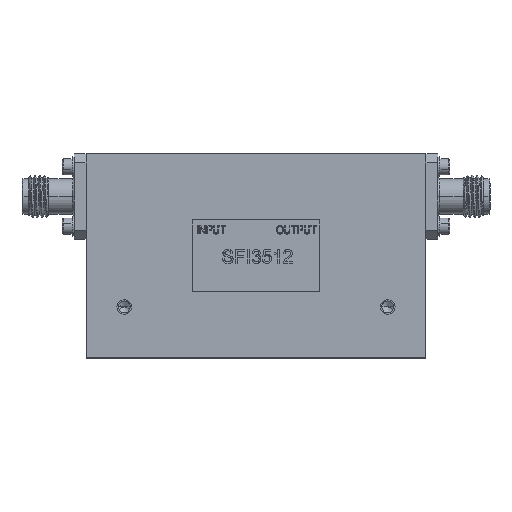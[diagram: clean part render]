
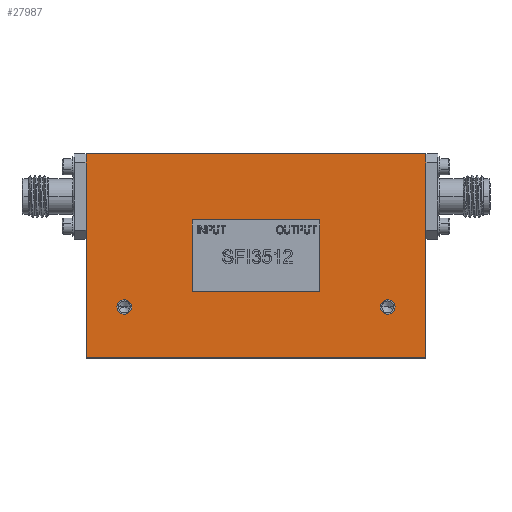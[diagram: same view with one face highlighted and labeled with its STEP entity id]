
A CAD part, top view. The second image highlights one B-rep face of the part: STEP entity #27987.
In plain terms, the highlighted planar face has unit normal (0, 0, 1).
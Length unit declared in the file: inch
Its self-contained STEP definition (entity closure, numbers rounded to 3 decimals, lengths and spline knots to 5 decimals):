
#187 = LINE ( 'NONE', #23650, #3072 ) ;
#200 = ORIENTED_EDGE ( 'NONE', *, *, #17102, .T. ) ;
#339 = DIRECTION ( 'NONE',  ( 1., 0., 0. ) ) ;
#715 = VERTEX_POINT ( 'NONE', #16474 ) ;
#949 = LINE ( 'NONE', #16665, #23116 ) ;
#977 = CARTESIAN_POINT ( 'NONE',  ( -0.732, -0.3, 0.265 ) ) ;
#1556 = FACE_BOUND ( 'NONE', #15448, .T. ) ;
#1606 = DIRECTION ( 'NONE',  ( -1., 0., 0. ) ) ;
#2006 = VECTOR ( 'NONE', #9421, 39.37008 ) ;
#2097 = ORIENTED_EDGE ( 'NONE', *, *, #11499, .F. ) ;
#2279 = CARTESIAN_POINT ( 'NONE',  ( 0.775, -0.3, 0.265 ) ) ;
#2358 = EDGE_LOOP ( 'NONE', ( #18275, #23644, #13553, #25386 ) ) ;
#2471 = AXIS2_PLACEMENT_3D ( 'NONE', #2279, #7699, #339 ) ;
#2760 = DIRECTION ( 'NONE',  ( 0., 0., 1. ) ) ;
#3072 = VECTOR ( 'NONE', #28913, 39.37008 ) ;
#3390 = VERTEX_POINT ( 'NONE', #32037 ) ;
#3555 = EDGE_CURVE ( 'NONE', #15707, #715, #24834, .T. ) ;
#4478 = EDGE_CURVE ( 'NONE', #27606, #25145, #30500, .T. ) ;
#5588 = CARTESIAN_POINT ( 'NONE',  ( -0.775, -0.3, 0.265 ) ) ;
#5599 = DIRECTION ( 'NONE',  ( 0., -1., 0. ) ) ;
#7572 = AXIS2_PLACEMENT_3D ( 'NONE', #12457, #26294, #22968 ) ;
#7699 = DIRECTION ( 'NONE',  ( 0., 0., 1. ) ) ;
#7948 = EDGE_CURVE ( 'NONE', #25145, #18700, #187, .T. ) ;
#9138 = ORIENTED_EDGE ( 'NONE', *, *, #4478, .T. ) ;
#9421 = DIRECTION ( 'NONE',  ( 0., 1., 0. ) ) ;
#9581 = PLANE ( 'NONE',  #17614 ) ;
#10625 = CARTESIAN_POINT ( 'NONE',  ( 0.375, 0.21176, 0.265 ) ) ;
#10950 = CARTESIAN_POINT ( 'NONE',  ( -1., -0.6, 0.265 ) ) ;
#11435 = DIRECTION ( 'NONE',  ( -1., 0., 0. ) ) ;
#11499 = EDGE_CURVE ( 'NONE', #14598, #12778, #22573, .T. ) ;
#11735 = EDGE_CURVE ( 'NONE', #22259, #15707, #949, .T. ) ;
#12050 = CARTESIAN_POINT ( 'NONE',  ( 0., 0., 0.265 ) ) ;
#12339 = ORIENTED_EDGE ( 'NONE', *, *, #7948, .T. ) ;
#12425 = CARTESIAN_POINT ( 'NONE',  ( 1., 0.6, 0.265 ) ) ;
#12457 = CARTESIAN_POINT ( 'NONE',  ( -0.775, -0.3, 0.265 ) ) ;
#12574 = VERTEX_POINT ( 'NONE', #17680 ) ;
#12607 = VECTOR ( 'NONE', #30498, 39.37008 ) ;
#12725 = DIRECTION ( 'NONE',  ( 0., 0., -1. ) ) ;
#12778 = VERTEX_POINT ( 'NONE', #31526 ) ;
#12803 = DIRECTION ( 'NONE',  ( 0., 1., 0. ) ) ;
#13412 = DIRECTION ( 'NONE',  ( 1., 0., 0. ) ) ;
#13553 = ORIENTED_EDGE ( 'NONE', *, *, #3555, .F. ) ;
#13610 = DIRECTION ( 'NONE',  ( 0., 0., 1. ) ) ;
#14598 = VERTEX_POINT ( 'NONE', #977 ) ;
#14653 = CARTESIAN_POINT ( 'NONE',  ( 0.375, -0.21176, 0.265 ) ) ;
#15281 = AXIS2_PLACEMENT_3D ( 'NONE', #5588, #13610, #24310 ) ;
#15347 = FACE_BOUND ( 'NONE', #32718, .T. ) ;
#15448 = EDGE_LOOP ( 'NONE', ( #2097, #24695 ) ) ;
#15511 = CARTESIAN_POINT ( 'NONE',  ( -1., 0.6, 0.265 ) ) ;
#15707 = VERTEX_POINT ( 'NONE', #18304 ) ;
#16033 = CARTESIAN_POINT ( 'NONE',  ( 0.775, -0.3, 0.265 ) ) ;
#16414 = CARTESIAN_POINT ( 'NONE',  ( -0.375, -0.21176, 0.265 ) ) ;
#16474 = CARTESIAN_POINT ( 'NONE',  ( -0.375, -0.21176, 0.265 ) ) ;
#16524 = EDGE_CURVE ( 'NONE', #29647, #23269, #23737, .T. ) ;
#16665 = CARTESIAN_POINT ( 'NONE',  ( -0.375, 0.21176, 0.265 ) ) ;
#16676 = VECTOR ( 'NONE', #12803, 39.37008 ) ;
#16990 = ORIENTED_EDGE ( 'NONE', *, *, #34687, .T. ) ;
#17102 = EDGE_CURVE ( 'NONE', #18700, #12574, #33999, .T. ) ;
#17159 = CARTESIAN_POINT ( 'NONE',  ( -1., 0.6, 0.265 ) ) ;
#17614 = AXIS2_PLACEMENT_3D ( 'NONE', #12050, #12725, #30964 ) ;
#17680 = CARTESIAN_POINT ( 'NONE',  ( 1., -0.6, 0.265 ) ) ;
#18166 = CIRCLE ( 'NONE', #7572, 0.043 ) ;
#18275 = ORIENTED_EDGE ( 'NONE', *, *, #20934, .F. ) ;
#18304 = CARTESIAN_POINT ( 'NONE',  ( -0.375, 0.21176, 0.265 ) ) ;
#18700 = VERTEX_POINT ( 'NONE', #10950 ) ;
#19884 = AXIS2_PLACEMENT_3D ( 'NONE', #16033, #2760, #13412 ) ;
#20319 = EDGE_CURVE ( 'NONE', #12778, #14598, #18166, .T. ) ;
#20805 = ORIENTED_EDGE ( 'NONE', *, *, #16524, .F. ) ;
#20934 = EDGE_CURVE ( 'NONE', #3390, #22259, #33764, .T. ) ;
#21219 = EDGE_CURVE ( 'NONE', #23269, #29647, #34428, .T. ) ;
#21364 = LINE ( 'NONE', #23313, #16676 ) ;
#21580 = EDGE_CURVE ( 'NONE', #715, #3390, #34589, .T. ) ;
#22259 = VERTEX_POINT ( 'NONE', #10625 ) ;
#22573 = CIRCLE ( 'NONE', #15281, 0.043 ) ;
#22968 = DIRECTION ( 'NONE',  ( 1., 0., 0. ) ) ;
#23116 = VECTOR ( 'NONE', #11435, 39.37008 ) ;
#23269 = VERTEX_POINT ( 'NONE', #24035 ) ;
#23313 = CARTESIAN_POINT ( 'NONE',  ( 1., -0.6, 0.265 ) ) ;
#23434 = VECTOR ( 'NONE', #1606, 39.37008 ) ;
#23644 = ORIENTED_EDGE ( 'NONE', *, *, #21580, .F. ) ;
#23650 = CARTESIAN_POINT ( 'NONE',  ( -1., -0.6, 0.265 ) ) ;
#23737 = CIRCLE ( 'NONE', #2471, 0.043 ) ;
#24035 = CARTESIAN_POINT ( 'NONE',  ( 0.732, -0.3, 0.265 ) ) ;
#24310 = DIRECTION ( 'NONE',  ( 1., 0., 0. ) ) ;
#24695 = ORIENTED_EDGE ( 'NONE', *, *, #20319, .F. ) ;
#24704 = CARTESIAN_POINT ( 'NONE',  ( -0.375, -0.21176, 0.265 ) ) ;
#24834 = LINE ( 'NONE', #16414, #26224 ) ;
#25145 = VERTEX_POINT ( 'NONE', #15511 ) ;
#25386 = ORIENTED_EDGE ( 'NONE', *, *, #11735, .F. ) ;
#26050 = FACE_BOUND ( 'NONE', #2358, .T. ) ;
#26224 = VECTOR ( 'NONE', #5599, 39.37008 ) ;
#26294 = DIRECTION ( 'NONE',  ( 0., 0., 1. ) ) ;
#26719 = EDGE_LOOP ( 'NONE', ( #16990, #9138, #12339, #200 ) ) ;
#27606 = VERTEX_POINT ( 'NONE', #12425 ) ;
#27987 = ADVANCED_FACE ( 'NONE', ( #28668, #15347, #1556, #26050 ), #9581, .F. ) ;
#28240 = VECTOR ( 'NONE', #28723, 39.37008 ) ;
#28668 = FACE_OUTER_BOUND ( 'NONE', #26719, .T. ) ;
#28723 = DIRECTION ( 'NONE',  ( 1., 0., 0. ) ) ;
#28913 = DIRECTION ( 'NONE',  ( 0., -1., 0. ) ) ;
#29647 = VERTEX_POINT ( 'NONE', #33955 ) ;
#30498 = DIRECTION ( 'NONE',  ( 1., 0., 0. ) ) ;
#30500 = LINE ( 'NONE', #17159, #23434 ) ;
#30964 = DIRECTION ( 'NONE',  ( 0., -1., 0. ) ) ;
#31196 = CARTESIAN_POINT ( 'NONE',  ( -1., -0.6, 0.265 ) ) ;
#31526 = CARTESIAN_POINT ( 'NONE',  ( -0.818, -0.3, 0.265 ) ) ;
#32037 = CARTESIAN_POINT ( 'NONE',  ( 0.375, -0.21176, 0.265 ) ) ;
#32718 = EDGE_LOOP ( 'NONE', ( #20805, #33921 ) ) ;
#33764 = LINE ( 'NONE', #14653, #2006 ) ;
#33921 = ORIENTED_EDGE ( 'NONE', *, *, #21219, .F. ) ;
#33955 = CARTESIAN_POINT ( 'NONE',  ( 0.818, -0.3, 0.265 ) ) ;
#33999 = LINE ( 'NONE', #31196, #28240 ) ;
#34428 = CIRCLE ( 'NONE', #19884, 0.043 ) ;
#34589 = LINE ( 'NONE', #24704, #12607 ) ;
#34687 = EDGE_CURVE ( 'NONE', #12574, #27606, #21364, .T. ) ;
